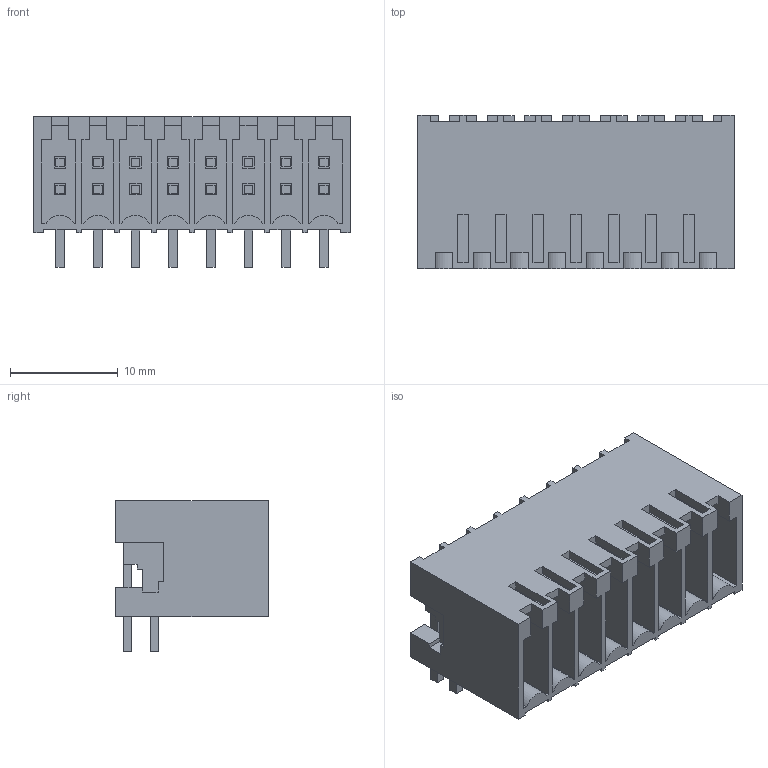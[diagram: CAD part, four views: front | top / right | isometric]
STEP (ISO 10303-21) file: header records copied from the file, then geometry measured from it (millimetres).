
FILE_DESCRIPTION(('CATIA V5 STEP Exchange','CAx-IF Rec.Pracs.--- Model Styling and Organization---1.2---2011-12-15'),'2;1');
FILE_NAME ('D1450627_0', '2018-03-29T10:24:25+00:00', ('none'), ('Weidmueller'), 'CATIA Version 5-6 Release 2014', 'CATIA V5 STEP AP214', 'none');
FILE_SCHEMA(('AUTOMOTIVE_DESIGN { 1 0 10303 214 1 1 1 1 }'));
Length unit declared in the file: millimetre
Products named in the file (1): 1289320000
Bounding box: 29.4 x 14.2 x 14 mm (x, y, z)
Volume: 2295.2 mm3; surface area: 5250 mm2
Topology: 17 solids, 17 shells, 608 faces, 1770 edges, 1209 vertices
Faces by surface type: plane 592, cylinder 16
Entity records: 18227 total; most frequent: ORIENTED_EDGE 3540, CARTESIAN_POINT 3264, DIRECTION 2338, EDGE_CURVE 1770, VECTOR 1738, LINE 1738, VERTEX_POINT 1209, EDGE_LOOP 653
